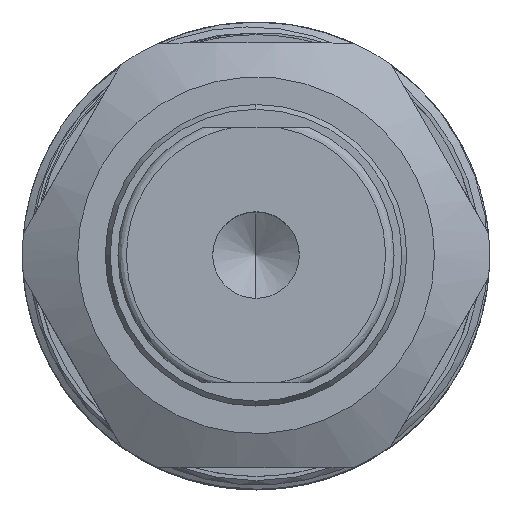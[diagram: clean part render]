
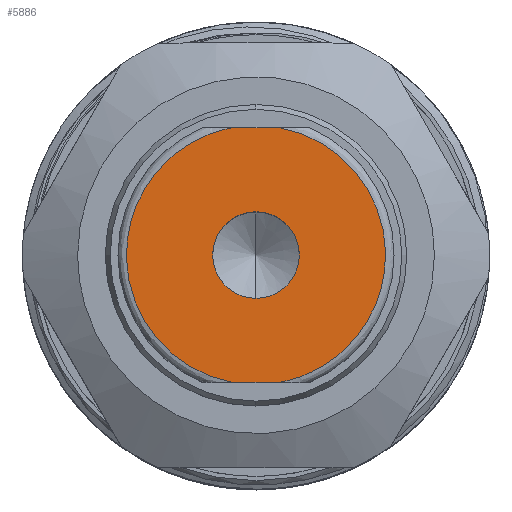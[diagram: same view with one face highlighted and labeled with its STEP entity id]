
A CAD part, top view. The second image highlights one B-rep face of the part: STEP entity #5886.
In plain terms, the highlighted face is planar.
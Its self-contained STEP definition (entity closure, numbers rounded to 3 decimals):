
#8 = AXIS2_PLACEMENT_3D ( 'NONE', #4057, #3470, #3458 ) ;
#742 = CARTESIAN_POINT ( 'NONE',  ( -2.75, 94.5, -15. ) ) ;
#761 = CARTESIAN_POINT ( 'NONE',  ( -24.437, 94.5, -11.024 ) ) ;
#776 = CARTESIAN_POINT ( 'NONE',  ( -24.437, 94.5, 11.024 ) ) ;
#833 = VECTOR ( 'NONE', #2248, 1000. ) ;
#1079 = ORIENTED_EDGE ( 'NONE', *, *, #7367, .F. ) ;
#1096 = VERTEX_POINT ( 'NONE', #2991 ) ;
#1113 = CARTESIAN_POINT ( 'NONE',  ( -2.75, 94.5, 15. ) ) ;
#1272 = EDGE_CURVE ( 'NONE', #1096, #8155, #4370, .T. ) ;
#1639 = CARTESIAN_POINT ( 'NONE',  ( -2.75, 94.5, -15. ) ) ;
#1652 = DIRECTION ( 'NONE',  ( 0., 0., 1. ) ) ;
#1672 = DIRECTION ( 'NONE',  ( 0., -1., 0. ) ) ;
#1700 = CARTESIAN_POINT ( 'NONE',  ( 0., 94.5, 0. ) ) ;
#1921 =( BOUNDED_CURVE ( )  B_SPLINE_CURVE ( 3, ( #2417, #2434, #2318, #2308 ),
 .UNSPECIFIED., .F., .T. ) 
 B_SPLINE_CURVE_WITH_KNOTS ( ( 4, 4 ),
 ( 0., 1. ),
 .UNSPECIFIED. ) 
 CURVE ( )  GEOMETRIC_REPRESENTATION_ITEM ( )  RATIONAL_B_SPLINE_CURVE ( ( 1., 0.454, 0.454, 1. ) ) 
 REPRESENTATION_ITEM ( '' )  );
#2145 = CIRCLE ( 'NONE', #7870, 5.1 ) ;
#2248 = DIRECTION ( 'NONE',  ( 1., 0., 0. ) ) ;
#2283 = DIRECTION ( 'NONE',  ( 0., 0., 1. ) ) ;
#2287 = CARTESIAN_POINT ( 'NONE',  ( -23.979, 94.5, -15. ) ) ;
#2308 = CARTESIAN_POINT ( 'NONE',  ( 2.75, 94.5, 15. ) ) ;
#2313 = DIRECTION ( 'NONE',  ( 0., -1., 0. ) ) ;
#2318 = CARTESIAN_POINT ( 'NONE',  ( 24.437, 94.5, 11.024 ) ) ;
#2349 = CARTESIAN_POINT ( 'NONE',  ( 0., 94.5, 0. ) ) ;
#2402 = EDGE_LOOP ( 'NONE', ( #7981, #2514 ) ) ;
#2417 = CARTESIAN_POINT ( 'NONE',  ( 2.75, 94.5, -15. ) ) ;
#2434 = CARTESIAN_POINT ( 'NONE',  ( 24.437, 94.5, -11.024 ) ) ;
#2438 = CARTESIAN_POINT ( 'NONE',  ( 2.75, 94.5, -15. ) ) ;
#2514 = ORIENTED_EDGE ( 'NONE', *, *, #7421, .T. ) ;
#2649 = CIRCLE ( 'NONE', #5837, 5.1 ) ;
#2703 = ORIENTED_EDGE ( 'NONE', *, *, #6090, .F. ) ;
#2721 = EDGE_CURVE ( 'NONE', #8155, #7453, #4166, .T. ) ;
#2963 = VECTOR ( 'NONE', #3110, 1000. ) ;
#2991 = CARTESIAN_POINT ( 'NONE',  ( 2.75, 94.5, 15. ) ) ;
#3110 = DIRECTION ( 'NONE',  ( -1., 0., 0. ) ) ;
#3226 = VERTEX_POINT ( 'NONE', #5206 ) ;
#3458 = DIRECTION ( 'NONE',  ( 0., 0., 1. ) ) ;
#3470 = DIRECTION ( 'NONE',  ( 0., 1., 0. ) ) ;
#3500 = PLANE ( 'NONE',  #8 ) ;
#3583 = VERTEX_POINT ( 'NONE', #8413 ) ;
#3877 = CARTESIAN_POINT ( 'NONE',  ( -23.979, 94.5, 15. ) ) ;
#4057 = CARTESIAN_POINT ( 'NONE',  ( 0., 94.5, 0. ) ) ;
#4119 = VERTEX_POINT ( 'NONE', #2438 ) ;
#4166 =( BOUNDED_CURVE ( )  B_SPLINE_CURVE ( 3, ( #1113, #776, #761, #742 ),
 .UNSPECIFIED., .F., .F. ) 
 B_SPLINE_CURVE_WITH_KNOTS ( ( 4, 4 ),
 ( 0., 1. ),
 .UNSPECIFIED. ) 
 CURVE ( )  GEOMETRIC_REPRESENTATION_ITEM ( )  RATIONAL_B_SPLINE_CURVE ( ( 1., 0.454, 0.454, 1. ) ) 
 REPRESENTATION_ITEM ( '' )  );
#4210 = FACE_OUTER_BOUND ( 'NONE', #6754, .T. ) ;
#4370 = LINE ( 'NONE', #3877, #2963 ) ;
#4727 = EDGE_CURVE ( 'NONE', #3226, #3583, #2649, .T. ) ;
#5206 = CARTESIAN_POINT ( 'NONE',  ( 0., 94.5, 5.1 ) ) ;
#5637 = FACE_BOUND ( 'NONE', #2402, .T. ) ;
#5837 = AXIS2_PLACEMENT_3D ( 'NONE', #2349, #2313, #2283 ) ;
#5886 = ADVANCED_FACE ( 'NONE', ( #4210, #5637 ), #3500, .T. ) ;
#5893 = ORIENTED_EDGE ( 'NONE', *, *, #2721, .F. ) ;
#5991 = LINE ( 'NONE', #2287, #833 ) ;
#6090 = EDGE_CURVE ( 'NONE', #7453, #4119, #5991, .T. ) ;
#6754 = EDGE_LOOP ( 'NONE', ( #2703, #5893, #7444, #1079 ) ) ;
#7367 = EDGE_CURVE ( 'NONE', #4119, #1096, #1921, .T. ) ;
#7386 = CARTESIAN_POINT ( 'NONE',  ( -2.75, 94.5, 15. ) ) ;
#7421 = EDGE_CURVE ( 'NONE', #3583, #3226, #2145, .T. ) ;
#7444 = ORIENTED_EDGE ( 'NONE', *, *, #1272, .F. ) ;
#7453 = VERTEX_POINT ( 'NONE', #1639 ) ;
#7870 = AXIS2_PLACEMENT_3D ( 'NONE', #1700, #1672, #1652 ) ;
#7981 = ORIENTED_EDGE ( 'NONE', *, *, #4727, .T. ) ;
#8155 = VERTEX_POINT ( 'NONE', #7386 ) ;
#8413 = CARTESIAN_POINT ( 'NONE',  ( 0., 94.5, -5.1 ) ) ;
